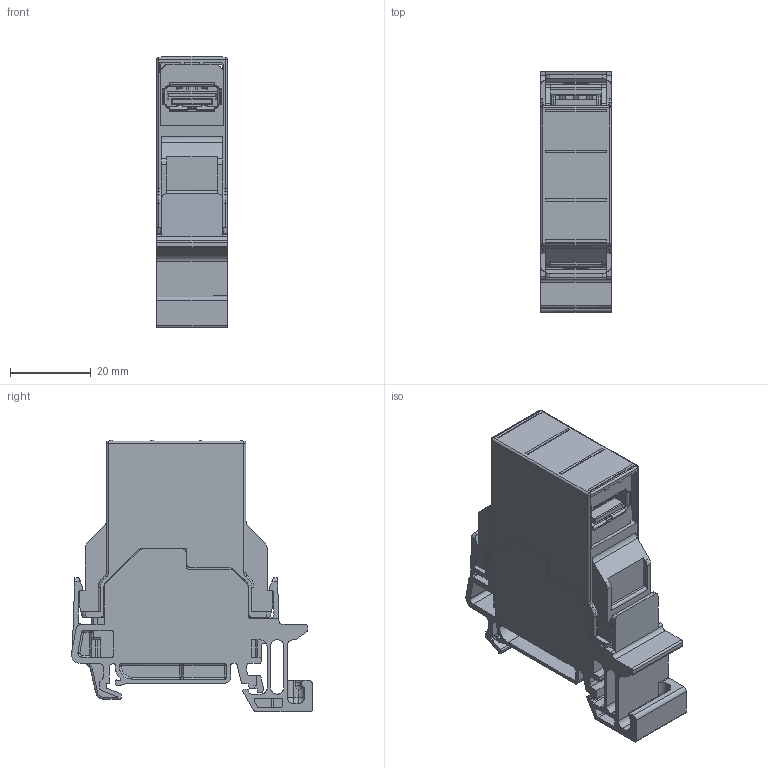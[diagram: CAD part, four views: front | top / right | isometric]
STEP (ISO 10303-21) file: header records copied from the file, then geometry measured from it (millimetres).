
FILE_DESCRIPTION(('CATIA V5 STEP Exchange','CAx-IF Rec.Pracs.--- Model Styling and Organization---1.4--- 2014-01-23'),'2;1');
FILE_NAME ('033008-3_3', '2020-06-10T06:37:26+00:00', ('none'), ('Weidmueller'), 'CATIA Version 5-6 Release 2016 SP3 HF44', 'CATIA V5 STEP AP214', 'none');
FILE_SCHEMA(('AUTOMOTIVE_DESIGN { 1 0 10303 214 1 1 1 1 }'));
Length unit declared in the file: millimetre
Products named in the file (1): 8946960000
Bounding box: 17.5 x 59.55 x 67.05 mm (x, y, z)
Volume: 34172.4 mm3; surface area: 25095.1 mm2
Topology: 2 solids, 2 shells, 1447 faces, 4130 edges, 2639 vertices
Faces by surface type: plane 940, cylinder 418, torus 42, sphere 25, bspline 12, cone 10
Entity records: 48180 total; most frequent: CARTESIAN_POINT 11615, ORIENTED_EDGE 8210, DIRECTION 6484, EDGE_CURVE 4105, VECTOR 3146, LINE 3146, VERTEX_POINT 2639, AXIS2_PLACEMENT_3D 1953
